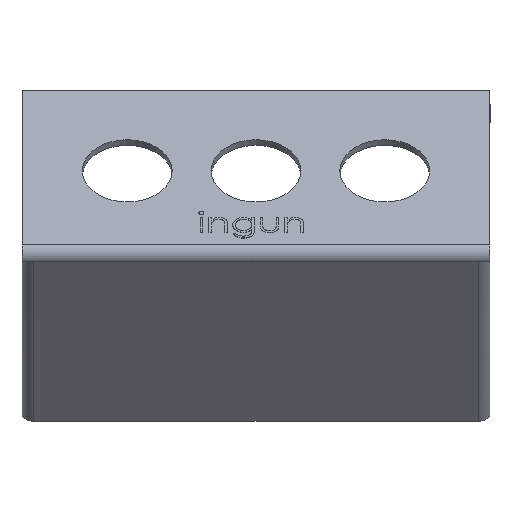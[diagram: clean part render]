
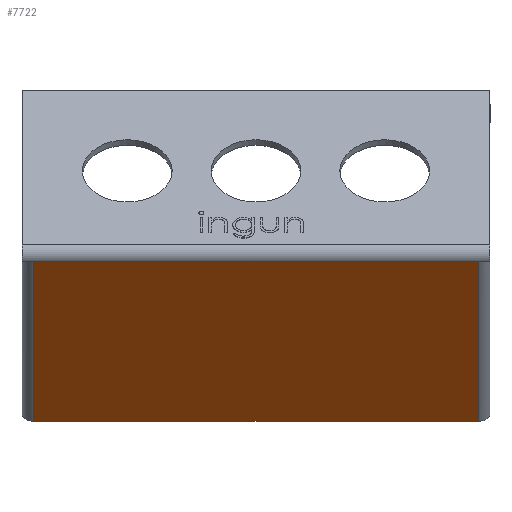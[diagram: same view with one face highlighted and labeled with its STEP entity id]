
A CAD part, top view. The second image highlights one B-rep face of the part: STEP entity #7722.
In plain terms, the highlighted face is planar.
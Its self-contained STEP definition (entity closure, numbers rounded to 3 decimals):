
#112 = EDGE_CURVE ( 'NONE', #4832, #3663, #7760, .T. ) ;
#304 = VERTEX_POINT ( 'NONE', #3250 ) ;
#457 = CARTESIAN_POINT ( 'NONE',  ( 57., 0., -30. ) ) ;
#1345 = DIRECTION ( 'NONE',  ( -1., 0., 0. ) ) ;
#1379 = CARTESIAN_POINT ( 'NONE',  ( -60., 0., -30. ) ) ;
#1398 = EDGE_CURVE ( 'NONE', #4198, #304, #7441, .T. ) ;
#1444 = DIRECTION ( 'NONE',  ( 0., 0., -1. ) ) ;
#1665 = VECTOR ( 'NONE', #1444, 1000. ) ;
#2529 = CARTESIAN_POINT ( 'NONE',  ( 57., 0., -30. ) ) ;
#2947 = ORIENTED_EDGE ( 'NONE', *, *, #1398, .T. ) ;
#3250 = CARTESIAN_POINT ( 'NONE',  ( -57., 0., -30. ) ) ;
#3633 = ORIENTED_EDGE ( 'NONE', *, *, #5709, .F. ) ;
#3660 = LINE ( 'NONE', #1379, #6495 ) ;
#3663 = VERTEX_POINT ( 'NONE', #4850 ) ;
#3802 = CARTESIAN_POINT ( 'NONE',  ( 60., 0., 27. ) ) ;
#3940 = LINE ( 'NONE', #3802, #6684 ) ;
#4177 = EDGE_LOOP ( 'NONE', ( #7766, #2947, #3633, #6133 ) ) ;
#4198 = VERTEX_POINT ( 'NONE', #4333 ) ;
#4333 = CARTESIAN_POINT ( 'NONE',  ( -57., 0., 27. ) ) ;
#4832 = VERTEX_POINT ( 'NONE', #457 ) ;
#4850 = CARTESIAN_POINT ( 'NONE',  ( 57., 0., 27. ) ) ;
#5471 = DIRECTION ( 'NONE',  ( 0., 0., -1. ) ) ;
#5709 = EDGE_CURVE ( 'NONE', #4832, #304, #3660, .T. ) ;
#6026 = EDGE_CURVE ( 'NONE', #3663, #4198, #3940, .T. ) ;
#6087 = CARTESIAN_POINT ( 'NONE',  ( 60., 0., -30. ) ) ;
#6124 = VECTOR ( 'NONE', #6304, 1000. ) ;
#6133 = ORIENTED_EDGE ( 'NONE', *, *, #112, .T. ) ;
#6304 = DIRECTION ( 'NONE',  ( 0., 0., 1. ) ) ;
#6490 = CARTESIAN_POINT ( 'NONE',  ( -57., 0., 27. ) ) ;
#6495 = VECTOR ( 'NONE', #7058, 1000. ) ;
#6684 = VECTOR ( 'NONE', #1345, 1000. ) ;
#6758 = PLANE ( 'NONE',  #7021 ) ;
#7021 = AXIS2_PLACEMENT_3D ( 'NONE', #6087, #7909, #5471 ) ;
#7058 = DIRECTION ( 'NONE',  ( -1., 0., 0. ) ) ;
#7441 = LINE ( 'NONE', #6490, #1665 ) ;
#7722 = ADVANCED_FACE ( 'NONE', ( #7999 ), #6758, .T. ) ;
#7760 = LINE ( 'NONE', #2529, #6124 ) ;
#7766 = ORIENTED_EDGE ( 'NONE', *, *, #6026, .T. ) ;
#7909 = DIRECTION ( 'NONE',  ( 0., -1., 0. ) ) ;
#7999 = FACE_OUTER_BOUND ( 'NONE', #4177, .T. ) ;
